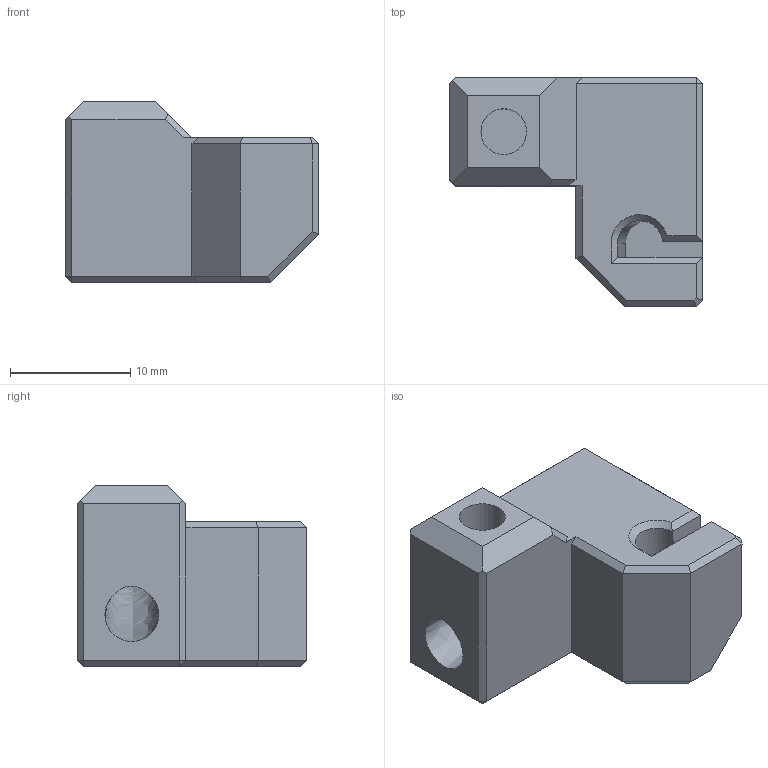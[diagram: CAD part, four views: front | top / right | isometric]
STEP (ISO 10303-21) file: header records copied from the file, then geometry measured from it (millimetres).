
FILE_DESCRIPTION(/* description */ (''),/* implementation_level */ '2;1');
FILE_NAME(/* name */ 'Printable Chain - Toolhead Holder.step',/* time_stamp */ '2024-08-14T21:22:33-04:00',/* author */ (''),/* organization */ (''),/* preprocessor_version */ 'ST-DEVELOPER v20',/* originating_system */ 'Autodesk Translation Framework v13.14.0.145',/* authorisation */ '');
FILE_SCHEMA (('AUTOMOTIVE_DESIGN { 1 0 10303 214 3 1 1 }'));
Length unit declared in the file: millimetre
Products named in the file (1): Printable Chain - Toolhead Holder
Bounding box: 21 x 19 x 15 mm (x, y, z)
Volume: 2964.5 mm3; surface area: 1920 mm2
Topology: 1 solids, 1 shells, 54 faces, 134 edges, 83 vertices
Faces by surface type: plane 45, bspline 7, cylinder 2
Full cylindrical faces by diameter (mm): 3.8 x1
Entity records: 2157 total; most frequent: CARTESIAN_POINT 906, ORIENTED_EDGE 268, DIRECTION 210, EDGE_CURVE 134, LINE 104, VECTOR 104, VERTEX_POINT 83, EDGE_LOOP 57
